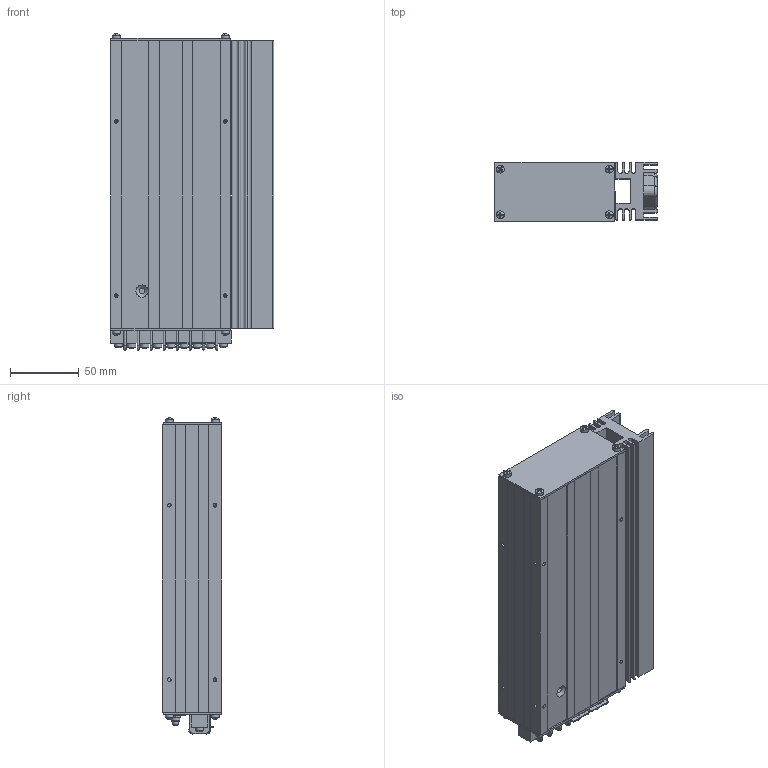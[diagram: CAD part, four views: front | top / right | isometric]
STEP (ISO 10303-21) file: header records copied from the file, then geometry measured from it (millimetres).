
FILE_DESCRIPTION(/* description */ (''),/* implementation_level */ '2;1');
FILE_NAME(/* name */ 'N8H SLOT.stp',/* time_stamp */ '2017-10-10T13:32:32-04:00',/* author */ ('JDietsch'),/* organization */ (''),/* preprocessor_version */ 'ST-DEVELOPER v16.13',/* originating_system */ 'Autodesk Inventor 2018',/* authorisation */ '');
FILE_SCHEMA (('AUTOMOTIVE_DESIGN { 1 0 10303 214 3 1 1 }'));
Products named in the file (14): N8H CASE GENERIC; N8H E200-44 EXTRUSION 3.5 NS; E4500-29 COVER, N8T REAR - NO FAN; E4500-1 N8T, COVER FRONT; E200-29, SCREEN N8; ANSI B18.6.4 - No. 6 - 32 - 1/2; SML_POT_RND; NUT-SML POT; TRANSISTOR TO-3; TRANSISTOR COVER; 375_single_20A_BS_7; N8H HEAT SINK; JUMPER; LOGO CLEAR
Assembly tree (23 placements, depth 2):
  N8H CASE GENERIC
    N8H E200-44 EXTRUSION 3.5 NS
    E4500-29 COVER, N8T REAR - NO FAN
    E4500-1 N8T, COVER FRONT
    E200-29, SCREEN N8
    ANSI B18.6.4 - No. 6 - 32 - 1/2  x10
    SML_POT_RND
    NUT-SML POT
    TRANSISTOR TO-3
    TRANSISTOR COVER
    375_single_20A_BS_7
    N8H HEAT SINK
    JUMPER  x2
    LOGO CLEAR
Bounding box: 118.99 x 43.18 x 230.33 mm (x, y, z)
Volume: 266342.3 mm3; surface area: 219690.6 mm2
Topology: 30 solids, 30 shells, 2360 faces, 6487 edges, 4307 vertices
Faces by surface type: plane 1456, bspline 387, cylinder 238, cone 156, torus 106, sphere 17
Full cylindrical faces by diameter (mm): 0.635 x1, 0.762 x1, 2.032 x7, 2.642 x8, 2.87 x2, 3.505 x17, 3.556 x2, 3.81 x6, 4.013 x1, 4.064 x2, 4.366 x8, 5.08 x7, 5.74 x10, 6.096 x1, 6.198 x7, 6.274 x1, 6.35 x1, 6.604 x7, 7.925 x7, 8.001 x1, 8.89 x1, 16.002 x1, 19.431 x1, 23.114 x1
Entity records: 65925 total; most frequent: CARTESIAN_POINT 17176, ORIENTED_EDGE 10390, DIRECTION 8485, EDGE_CURVE 5195, LINE 3689, VECTOR 3689, VERTEX_POINT 3512, EDGE_LOOP 2466
